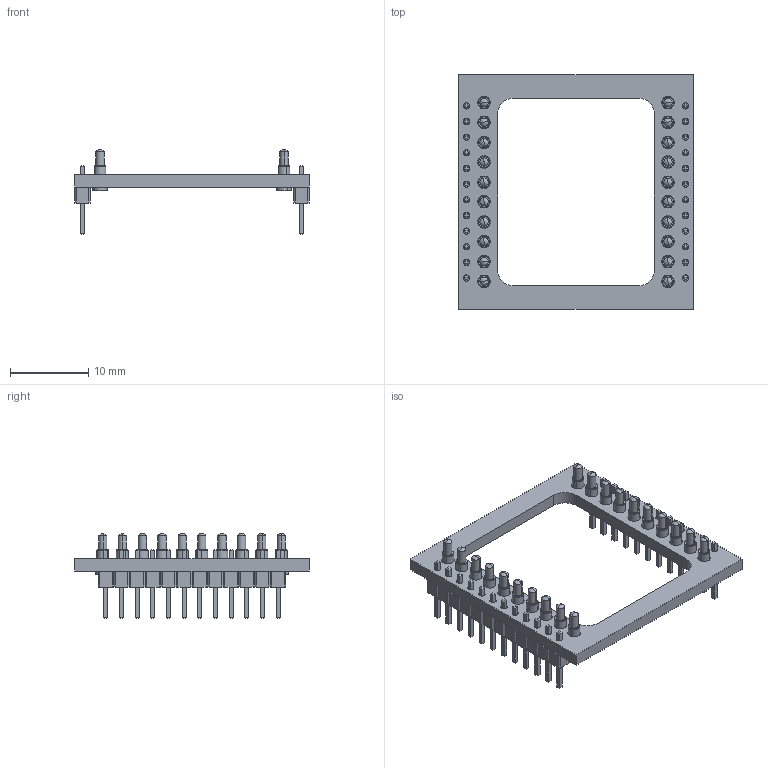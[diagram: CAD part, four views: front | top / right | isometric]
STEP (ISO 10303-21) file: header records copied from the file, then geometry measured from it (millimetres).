
FILE_DESCRIPTION(('KiCad electronic assembly'),'2;1');
FILE_NAME('ox_30_by_30.step','2019-11-28T13:30:31',('An Author'),( 'A Company'),'Open CASCADE STEP processor 7.4', 'KiCad to STEP converter','Unknown');
FILE_SCHEMA(('AUTOMOTIVE_DESIGN { 1 0 10303 214 1 1 1 1 }'));
Length unit declared in the file: millimetre
Products named in the file (6): Open CASCADE STEP translator 7.4 1; mill-max-0964-0-15-20-85-14-11-0; SOLID; PinHeader_1x12_P2.00mm_Vertical; COMPOUND
Assembly tree (25 placements, depth 3):
  Open CASCADE STEP translator 7.4 1
    mill-max-0964-0-15-20-85-14-11-0  x20
      SOLID
    PinHeader_1x12_P2.00mm_Vertical  x2
      SOLID
    COMPOUND
Bounding box: 30 x 30 x 10.83 mm (x, y, z)
Volume: 979.9 mm3; surface area: 2593.6 mm2
Topology: 23 solids, 23 shells, 1022 faces, 2332 edges, 1444 vertices
Faces by surface type: plane 694, cylinder 208, cone 80, revolution 40
Full cylindrical faces by diameter (mm): 0.8 x24, 1.58 x20
Entity records: 25043 total; most frequent: CARTESIAN_POINT 3840, DIRECTION 3614, LINE 2480, VECTOR 2480, ORIENTED_EDGE 1812, PCURVE 1812, DEFINITIONAL_REPRESENTATION 1812, EDGE_CURVE 906
